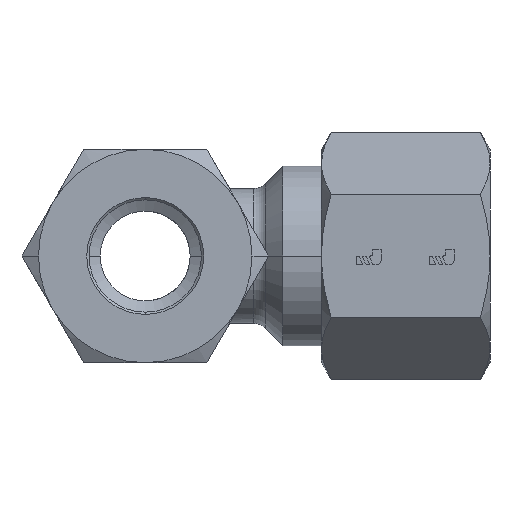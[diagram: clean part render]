
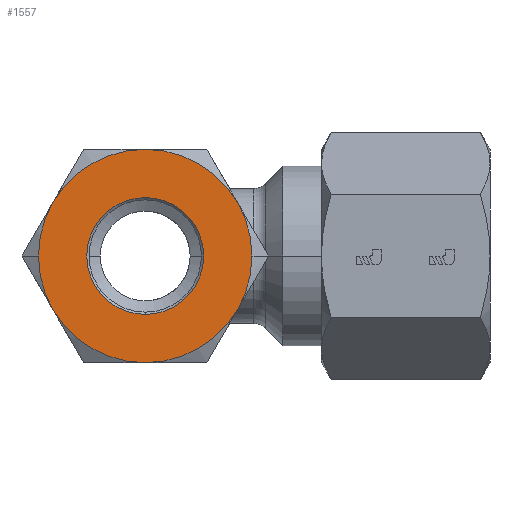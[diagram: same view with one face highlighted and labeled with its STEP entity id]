
A CAD part, left-side view. The second image highlights one B-rep face of the part: STEP entity #1557.
In plain terms, the highlighted planar face has unit normal (-1, 0, 0).
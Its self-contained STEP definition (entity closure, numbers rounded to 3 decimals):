
#1557=ADVANCED_FACE('',(#3839,#3840),#3841,.F.);
#3839=FACE_OUTER_BOUND('',#6901,.T.);
#3840=FACE_BOUND('',#6902,.T.);
#3841=PLANE('',#6903);
#6901=EDGE_LOOP('',(#11499,#11500,#11501,#11502,#11503,#11504,#11505,#11506));
#6902=EDGE_LOOP('',(#11507,#11508));
#6903=AXIS2_PLACEMENT_3D('',#11509,#11510,#11511);
#11499=ORIENTED_EDGE('',*,*,#19751,.T.);
#11500=ORIENTED_EDGE('',*,*,#18363,.T.);
#11501=ORIENTED_EDGE('',*,*,#19752,.F.);
#11502=ORIENTED_EDGE('',*,*,#19753,.F.);
#11503=ORIENTED_EDGE('',*,*,#19754,.T.);
#11504=ORIENTED_EDGE('',*,*,#18947,.T.);
#11505=ORIENTED_EDGE('',*,*,#19755,.F.);
#11506=ORIENTED_EDGE('',*,*,#19756,.F.);
#11507=ORIENTED_EDGE('',*,*,#19757,.F.);
#11508=ORIENTED_EDGE('',*,*,#19758,.F.);
#11509=CARTESIAN_POINT('',(-30.692,0.0,0.0));
#11510=DIRECTION('',(1.0,0.0,0.0));
#11511=DIRECTION('',(0.0,0.0,-1.0));
#18363=EDGE_CURVE('',#21991,#21994,#21996,.T.);
#18947=EDGE_CURVE('',#23051,#23053,#23055,.T.);
#19751=EDGE_CURVE('',#24375,#21991,#24376,.T.);
#19752=EDGE_CURVE('',#24377,#21994,#24378,.T.);
#19753=EDGE_CURVE('',#24379,#24377,#24380,.T.);
#19754=EDGE_CURVE('',#24379,#23051,#24381,.T.);
#19755=EDGE_CURVE('',#24382,#23053,#24383,.T.);
#19756=EDGE_CURVE('',#24375,#24382,#24384,.T.);
#19757=EDGE_CURVE('',#24385,#24386,#24387,.T.);
#19758=EDGE_CURVE('',#24386,#24385,#24388,.T.);
#21991=VERTEX_POINT('',#27360);
#21994=VERTEX_POINT('',#27364);
#21996=CIRCLE('',#27375,9.5);
#23051=VERTEX_POINT('',#28926);
#23053=VERTEX_POINT('',#28929);
#23055=CIRCLE('',#28940,9.5);
#24375=VERTEX_POINT('',#30828);
#24376=CIRCLE('',#30829,9.5);
#24377=VERTEX_POINT('',#30830);
#24378=CIRCLE('',#30831,9.5);
#24379=VERTEX_POINT('',#30832);
#24380=CIRCLE('',#30833,9.5);
#24381=CIRCLE('',#30834,9.5);
#24382=VERTEX_POINT('',#30835);
#24383=CIRCLE('',#30836,9.5);
#24384=CIRCLE('',#30837,9.5);
#24385=VERTEX_POINT('',#30838);
#24386=VERTEX_POINT('',#30839);
#24387=CIRCLE('',#30840,5.2);
#24388=CIRCLE('',#30841,5.2);
#27360=CARTESIAN_POINT('',(-30.692,-9.5,0.));
#27364=CARTESIAN_POINT('',(-30.692,-8.227,4.75));
#27375=AXIS2_PLACEMENT_3D('',#35362,#35363,#35364);
#28926=CARTESIAN_POINT('',(-30.692,9.5,0.));
#28929=CARTESIAN_POINT('',(-30.692,8.227,-4.75));
#28940=AXIS2_PLACEMENT_3D('',#36071,#36072,#36073);
#30828=CARTESIAN_POINT('',(-30.692,-8.227,-4.75));
#30829=AXIS2_PLACEMENT_3D('',#37010,#37011,#37012);
#30830=CARTESIAN_POINT('',(-30.692,0.,9.5));
#30831=AXIS2_PLACEMENT_3D('',#37013,#37014,#37015);
#30832=CARTESIAN_POINT('',(-30.692,8.227,4.75));
#30833=AXIS2_PLACEMENT_3D('',#37016,#37017,#37018);
#30834=AXIS2_PLACEMENT_3D('',#37019,#37020,#37021);
#30835=CARTESIAN_POINT('',(-30.692,0.,-9.5));
#30836=AXIS2_PLACEMENT_3D('',#37022,#37023,#37024);
#30837=AXIS2_PLACEMENT_3D('',#37025,#37026,#37027);
#30838=CARTESIAN_POINT('',(-30.692,0.0,5.2));
#30839=CARTESIAN_POINT('',(-30.692,0.,-5.2));
#30840=AXIS2_PLACEMENT_3D('',#37028,#37029,#37030);
#30841=AXIS2_PLACEMENT_3D('',#37031,#37032,#37033);
#35362=CARTESIAN_POINT('',(-30.692,0.0,0.0));
#35363=DIRECTION('',(-1.0,-0.0,0.0));
#35364=DIRECTION('',(0.0,-0.866,-0.5));
#36071=CARTESIAN_POINT('',(-30.692,0.0,0.0));
#36072=DIRECTION('',(-1.0,0.0,0.0));
#36073=DIRECTION('',(0.0,0.866,0.5));
#37010=CARTESIAN_POINT('',(-30.692,0.0,0.0));
#37011=DIRECTION('',(-1.0,-0.0,0.0));
#37012=DIRECTION('',(0.0,-0.866,-0.5));
#37013=CARTESIAN_POINT('',(-30.692,0.0,0.0));
#37014=DIRECTION('',(1.0,0.0,-0.0));
#37015=DIRECTION('',(0.0,0.,1.0));
#37016=CARTESIAN_POINT('',(-30.692,0.0,0.0));
#37017=DIRECTION('',(1.0,0.0,-0.0));
#37018=DIRECTION('',(0.0,0.866,0.5));
#37019=CARTESIAN_POINT('',(-30.692,0.0,0.0));
#37020=DIRECTION('',(-1.0,0.0,0.0));
#37021=DIRECTION('',(0.0,0.866,0.5));
#37022=CARTESIAN_POINT('',(-30.692,0.0,0.0));
#37023=DIRECTION('',(1.0,0.0,0.0));
#37024=DIRECTION('',(0.0,0.0,-1.0));
#37025=CARTESIAN_POINT('',(-30.692,0.0,0.0));
#37026=DIRECTION('',(1.0,0.0,0.0));
#37027=DIRECTION('',(0.0,-0.866,-0.5));
#37028=CARTESIAN_POINT('',(-30.692,0.0,0.0));
#37029=DIRECTION('',(-1.0,0.0,0.0));
#37030=DIRECTION('',(0.0,0.0,-1.0));
#37031=CARTESIAN_POINT('',(-30.692,0.0,0.0));
#37032=DIRECTION('',(-1.0,0.0,0.0));
#37033=DIRECTION('',(0.0,0.0,-1.0));
